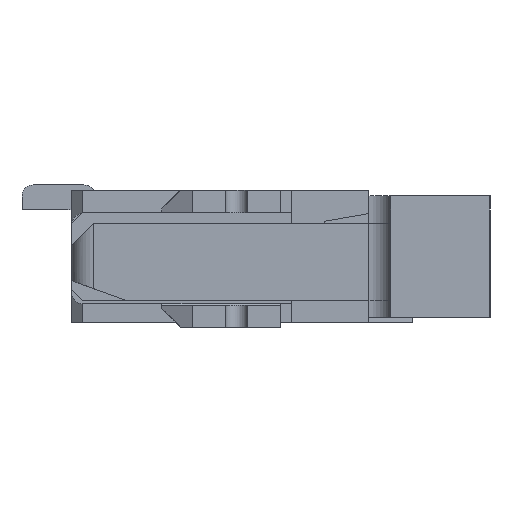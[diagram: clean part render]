
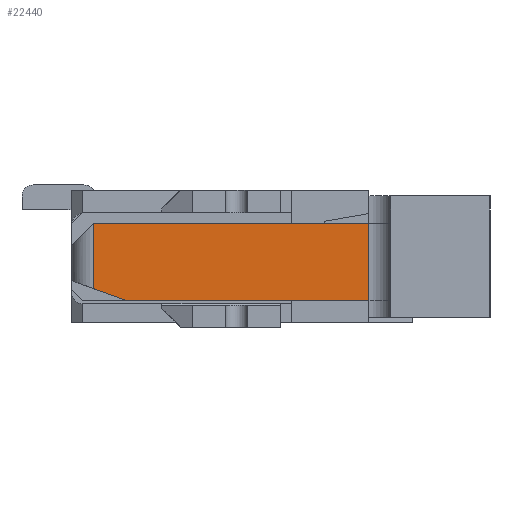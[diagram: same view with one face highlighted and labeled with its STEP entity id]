
A CAD part, left-side view. The second image highlights one B-rep face of the part: STEP entity #22440.
In plain terms, the highlighted planar face has unit normal (-1, 0, 0).
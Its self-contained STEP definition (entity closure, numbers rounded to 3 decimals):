
#6587=ORIENTED_EDGE('',*,*,#10270,.F.);
#6588=ORIENTED_EDGE('',*,*,#10280,.T.);
#6589=ORIENTED_EDGE('',*,*,#10281,.T.);
#6590=ORIENTED_EDGE('',*,*,#10279,.T.);
#6591=ORIENTED_EDGE('',*,*,#10282,.T.);
#10270=EDGE_CURVE('',#12550,#12551,#15414,.T.);
#10279=EDGE_CURVE('',#12554,#12556,#15421,.T.);
#10280=EDGE_CURVE('',#12550,#12557,#15422,.F.);
#10281=EDGE_CURVE('',#12557,#12554,#15423,.T.);
#10282=EDGE_CURVE('',#12556,#12551,#15424,.T.);
#12550=VERTEX_POINT('',#35696);
#12551=VERTEX_POINT('',#35698);
#12554=VERTEX_POINT('',#35709);
#12556=VERTEX_POINT('',#35713);
#12557=VERTEX_POINT('',#35717);
#15414=LINE('',#35697,#18321);
#15421=LINE('',#35714,#18328);
#15422=LINE('',#35716,#18329);
#15423=LINE('',#35718,#18330);
#15424=LINE('',#35719,#18331);
#18321=VECTOR('',#29143,1000.);
#18328=VECTOR('',#29158,1000.);
#18329=VECTOR('',#29161,1000.);
#18330=VECTOR('',#29162,1000.);
#18331=VECTOR('',#29163,1000.);
#19502=EDGE_LOOP('',(#6587,#6588,#6589,#6590,#6591));
#20547=FACE_BOUND('',#19502,.T.);
#21444=PLANE('',#23847);
#22440=ADVANCED_FACE('',(#20547),#21444,.F.);
#23847=AXIS2_PLACEMENT_3D('',#35715,#29159,#29160);
#29143=DIRECTION('',(0.,1.,0.));
#29158=DIRECTION('',(0.,1.,0.));
#29159=DIRECTION('',(1.,0.,0.));
#29160=DIRECTION('',(0.,0.,-1.));
#29161=DIRECTION('',(0.,0.,-1.));
#29162=DIRECTION('',(0.,0.94,0.342));
#29163=DIRECTION('',(0.,0.,-1.));
#35696=CARTESIAN_POINT('',(-9.65,-3.15,-0.3));
#35697=CARTESIAN_POINT('',(-9.65,-3.35,-0.3));
#35698=CARTESIAN_POINT('',(-9.65,-0.65,-0.3));
#35709=CARTESIAN_POINT('',(-9.65,-2.85,0.4));
#35713=CARTESIAN_POINT('',(-9.65,-0.65,0.4));
#35714=CARTESIAN_POINT('',(-9.65,-3.35,0.4));
#35715=CARTESIAN_POINT('',(-9.65,-3.35,0.4));
#35716=CARTESIAN_POINT('',(-9.65,-3.15,0.218));
#35717=CARTESIAN_POINT('',(-9.65,-3.15,0.291));
#35718=CARTESIAN_POINT('',(-9.65,-3.35,0.218));
#35719=CARTESIAN_POINT('',(-9.65,-0.65,0.4));
